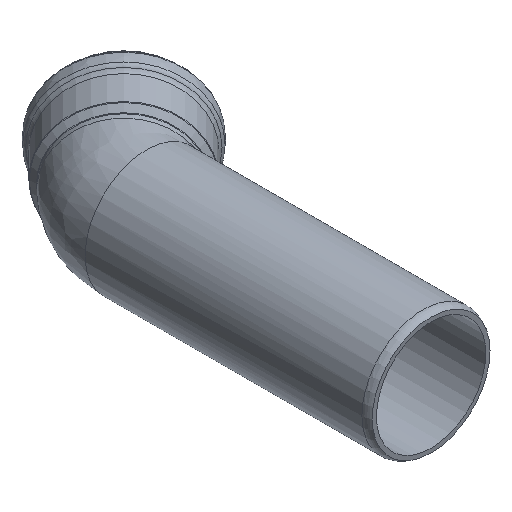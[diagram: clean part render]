
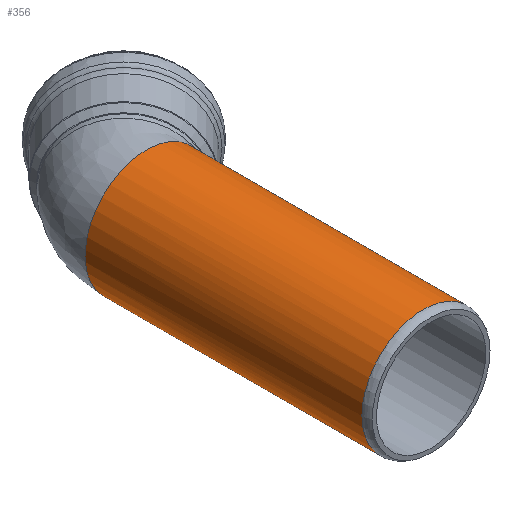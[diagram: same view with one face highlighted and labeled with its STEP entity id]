
A CAD part, isometric view. The second image highlights one B-rep face of the part: STEP entity #356.
In plain terms, the highlighted cylindrical face has radius 55 mm (diameter 110 mm), a full revolution.
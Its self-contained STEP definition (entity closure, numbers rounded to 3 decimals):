
#21=CYLINDRICAL_SURFACE('',#394,55.);
#32=ELLIPSE('',#390,59.691,55.);
#38=FACE_BOUND('',#102,.T.);
#68=FACE_OUTER_BOUND('',#101,.T.);
#101=EDGE_LOOP('',(#272));
#102=EDGE_LOOP('',(#273,#274));
#157=CIRCLE('',#388,55.);
#159=CIRCLE('',#392,55.);
#190=VERTEX_POINT('',#580);
#192=VERTEX_POINT('',#608);
#194=VERTEX_POINT('',#617);
#224=EDGE_CURVE('',#190,#190,#157,.T.);
#227=EDGE_CURVE('',#192,#194,#32,.T.);
#230=EDGE_CURVE('',#194,#192,#159,.T.);
#272=ORIENTED_EDGE('',*,*,#224,.T.);
#273=ORIENTED_EDGE('',*,*,#227,.F.);
#274=ORIENTED_EDGE('',*,*,#230,.F.);
#356=ADVANCED_FACE('',(#68,#38),#21,.T.);
#388=AXIS2_PLACEMENT_3D('',#581,#454,#455);
#390=AXIS2_PLACEMENT_3D('',#618,#458,#459);
#392=AXIS2_PLACEMENT_3D('',#655,#462,#463);
#394=AXIS2_PLACEMENT_3D('',#657,#466,#467);
#454=DIRECTION('center_axis',(0.,1.,0.));
#455=DIRECTION('ref_axis',(1.,0.,0.));
#458=DIRECTION('center_axis',(0.389,0.921,0.));
#459=DIRECTION('ref_axis',(0.921,-0.389,0.));
#462=DIRECTION('center_axis',(0.,1.,0.));
#463=DIRECTION('ref_axis',(1.,0.,0.));
#466=DIRECTION('center_axis',(0.,1.,0.));
#467=DIRECTION('ref_axis',(1.,0.,0.));
#580=CARTESIAN_POINT('',(-55.,7.,0.));
#581=CARTESIAN_POINT('Origin',(0.,7.,0.));
#608=CARTESIAN_POINT('',(48.125,254.924,26.627));
#617=CARTESIAN_POINT('',(48.125,254.924,-26.627));
#618=CARTESIAN_POINT('Origin',(0.,275.22,0.));
#655=CARTESIAN_POINT('Origin',(0.,254.924,0.));
#657=CARTESIAN_POINT('Origin',(0.,0.,0.));
